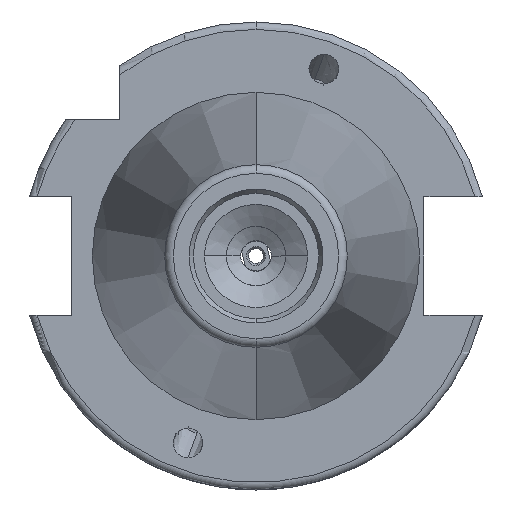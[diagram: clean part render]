
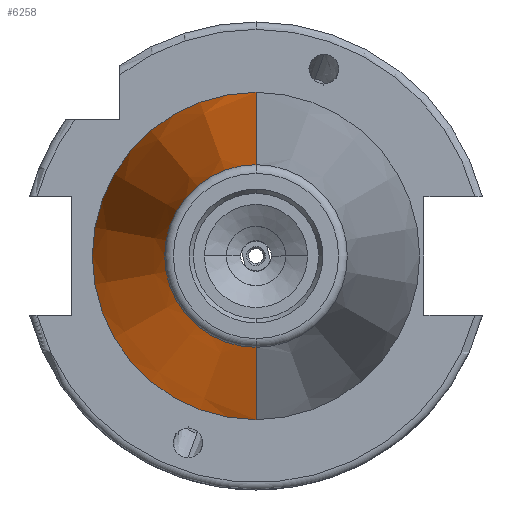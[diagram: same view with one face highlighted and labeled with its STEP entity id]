
A CAD part, left-side view. The second image highlights one B-rep face of the part: STEP entity #6258.
In plain terms, the highlighted conical face has half-angle 8.297 degrees and reference radius 22.225 mm.
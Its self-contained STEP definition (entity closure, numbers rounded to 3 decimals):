
#60 = CARTESIAN_POINT ( 'NONE',  ( 0., 22.225, 0. ) ) ;
#819 = VERTEX_POINT ( 'NONE', #4672 ) ;
#1159 = CARTESIAN_POINT ( 'NONE',  ( 0., 0., 0. ) ) ;
#1681 = DIRECTION ( 'NONE',  ( 0., -1., 0. ) ) ;
#2266 = CARTESIAN_POINT ( 'NONE',  ( -67.373, 0., 0. ) ) ;
#2397 = CARTESIAN_POINT ( 'NONE',  ( 0., -22.225, 0. ) ) ;
#2527 = LINE ( 'NONE', #3698, #3967 ) ;
#2798 = ORIENTED_EDGE ( 'NONE', *, *, #6678, .T. ) ;
#2799 = DIRECTION ( 'NONE',  ( 0., -1., 0. ) ) ;
#2931 = CARTESIAN_POINT ( 'NONE',  ( -67.373, -12.4, 0. ) ) ;
#3010 = VERTEX_POINT ( 'NONE', #60 ) ;
#3039 = DIRECTION ( 'NONE',  ( 0.99, -0.144, 0. ) ) ;
#3068 = FACE_OUTER_BOUND ( 'NONE', #5710, .T. ) ;
#3457 = AXIS2_PLACEMENT_3D ( 'NONE', #1159, #4912, #1681 ) ;
#3698 = CARTESIAN_POINT ( 'NONE',  ( 0., 22.225, 0. ) ) ;
#3759 = EDGE_CURVE ( 'NONE', #819, #3010, #2527, .T. ) ;
#3967 = VECTOR ( 'NONE', #5820, 1000. ) ;
#4143 = EDGE_CURVE ( 'NONE', #6049, #819, #6551, .T. ) ;
#4156 = ORIENTED_EDGE ( 'NONE', *, *, #3759, .F. ) ;
#4173 = CONICAL_SURFACE ( 'NONE', #4948, 22.225, 0.145 ) ;
#4248 = DIRECTION ( 'NONE',  ( 1., 0., 0. ) ) ;
#4450 = CIRCLE ( 'NONE', #3457, 22.225 ) ;
#4672 = CARTESIAN_POINT ( 'NONE',  ( -67.373, 12.4, 0. ) ) ;
#4708 = AXIS2_PLACEMENT_3D ( 'NONE', #2266, #6015, #2799 ) ;
#4792 = CARTESIAN_POINT ( 'NONE',  ( 0., 0., 0. ) ) ;
#4828 = ORIENTED_EDGE ( 'NONE', *, *, #6158, .T. ) ;
#4853 = VECTOR ( 'NONE', #3039, 1000. ) ;
#4912 = DIRECTION ( 'NONE',  ( -1., 0., 0. ) ) ;
#4948 = AXIS2_PLACEMENT_3D ( 'NONE', #4792, #4248, #6368 ) ;
#5015 = VERTEX_POINT ( 'NONE', #2397 ) ;
#5710 = EDGE_LOOP ( 'NONE', ( #5937, #4828, #2798, #4156 ) ) ;
#5735 = CARTESIAN_POINT ( 'NONE',  ( 0., -22.225, 0. ) ) ;
#5820 = DIRECTION ( 'NONE',  ( 0.99, 0.144, 0. ) ) ;
#5937 = ORIENTED_EDGE ( 'NONE', *, *, #4143, .F. ) ;
#6015 = DIRECTION ( 'NONE',  ( -1., 0., 0. ) ) ;
#6049 = VERTEX_POINT ( 'NONE', #2931 ) ;
#6158 = EDGE_CURVE ( 'NONE', #6049, #5015, #6252, .T. ) ;
#6252 = LINE ( 'NONE', #5735, #4853 ) ;
#6258 = ADVANCED_FACE ( 'NONE', ( #3068 ), #4173, .T. ) ;
#6368 = DIRECTION ( 'NONE',  ( 0., 1., 0. ) ) ;
#6551 = CIRCLE ( 'NONE', #4708, 12.4 ) ;
#6678 = EDGE_CURVE ( 'NONE', #5015, #3010, #4450, .T. ) ;
